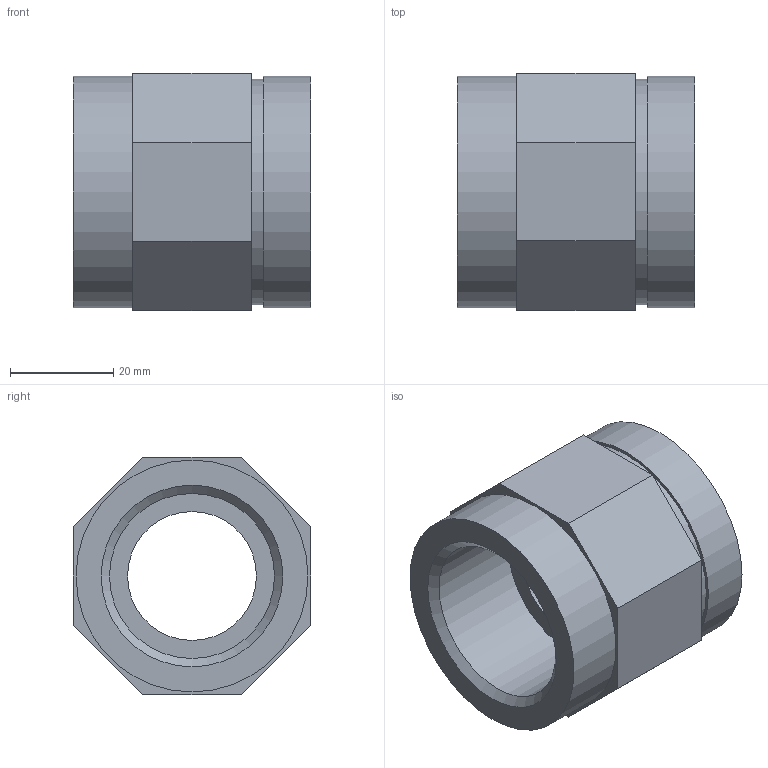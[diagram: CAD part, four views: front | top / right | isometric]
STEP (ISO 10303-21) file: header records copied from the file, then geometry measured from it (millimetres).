
FILE_DESCRIPTION((''),'2;1');
FILE_NAME('PV50250A032.stp','2022-02-21T14:33:39',('RL'),(''),'Autodesk Inventor 2012','Autodesk Inventor 2012','');
FILE_SCHEMA(('AUTOMOTIVE_DESIGN { 1 0 10303 214 1 1 1 1 }'));
Length unit declared in the file: millimetre
Products named in the file (1): PV50250A032
Bounding box: 46.1 x 46 x 46 mm (x, y, z)
Volume: 42393.9 mm3; surface area: 13818.9 mm2
Topology: 1 solids, 1 shells, 24 faces, 47 edges, 31 vertices
Faces by surface type: plane 16, cylinder 7, cone 1
Full cylindrical faces by diameter (mm): 25 x1, 30.27 x1, 30.29 x1, 32 x1, 43.825 x1, 45 x2
Entity records: 633 total; most frequent: DIRECTION 104, CARTESIAN_POINT 95, ORIENTED_EDGE 78, AXIS2_PLACEMENT_3D 40, EDGE_LOOP 40, EDGE_CURVE 39, VERTEX_POINT 31, FACE_OUTER_BOUND 24
